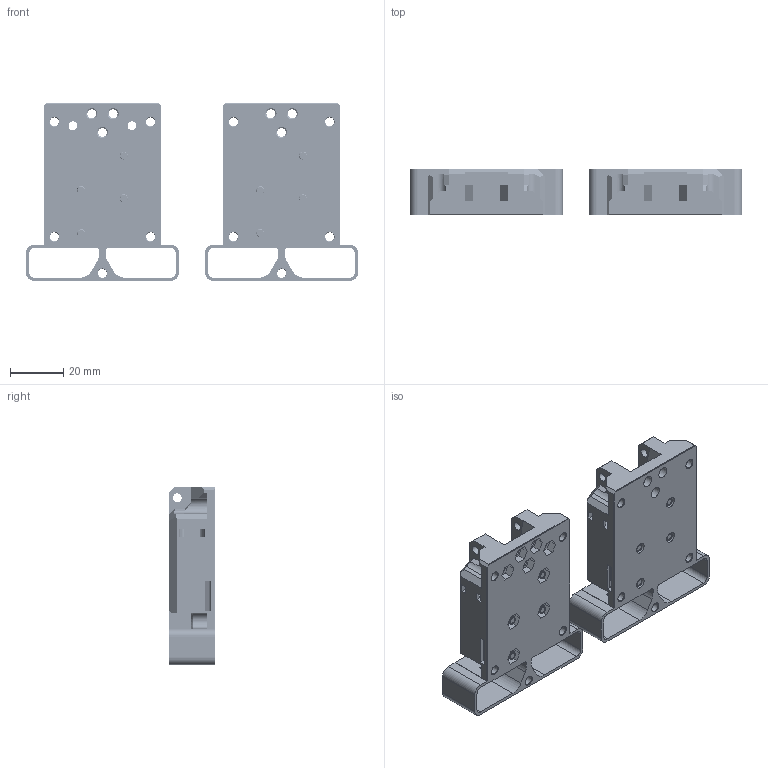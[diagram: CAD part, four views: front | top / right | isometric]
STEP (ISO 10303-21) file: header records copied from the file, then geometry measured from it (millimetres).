
FILE_DESCRIPTION(/* description */ (''),/* implementation_level */ '2;1');
FILE_NAME(/* name */ 'EVATLESS.step',/* time_stamp */ '2023-04-04T02:07:14+02:00',/* author */ (''),/* organization */ (''),/* preprocessor_version */ 'ST-DEVELOPER v19.2',/* originating_system */ 'Autodesk Translation Framework v11.17.0.187',/* authorisation */ '');
FILE_SCHEMA (('AUTOMOTIVE_DESIGN { 1 0 10303 214 3 1 1 }'));
Length unit declared in the file: millimetre
Products named in the file (4): backs_fi - back_core_xy_fi; front_universal - face_belt_grabber v1; front_universal - face_belt_grabber v1 (1); 92095A119_Button Head Hex Drive Screw
Assembly tree (12 placements, depth 2):
  backs_fi - back_core_xy_fi
    front_universal - face_belt_grabber v1  x2
    front_universal - face_belt_grabber v1 (1)  x2
    92095A119_Button Head Hex Drive Screw  x8
Bounding box: 124.2 x 17 x 66.5 mm (x, y, z)
Volume: 68450.4 mm3; surface area: 34900.1 mm2
Topology: 14 solids, 14 shells, 1443 faces, 3900 edges, 2552 vertices
Faces by surface type: plane 715, cylinder 608, cone 96, bspline 16, sphere 8
Full cylindrical faces by diameter (mm): 2.35 x208, 3 x216, 3.3 x40, 4 x8, 4.25 x10, 5.7 x8
Entity records: 29927 total; most frequent: CARTESIAN_POINT 9989, ORIENTED_EDGE 4212, DIRECTION 3872, EDGE_CURVE 2106, LINE 1636, VECTOR 1636, VERTEX_POINT 1389, AXIS2_PLACEMENT_3D 1118
